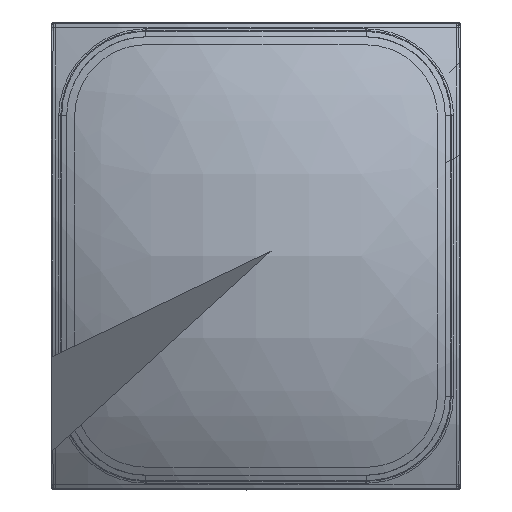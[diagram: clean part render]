
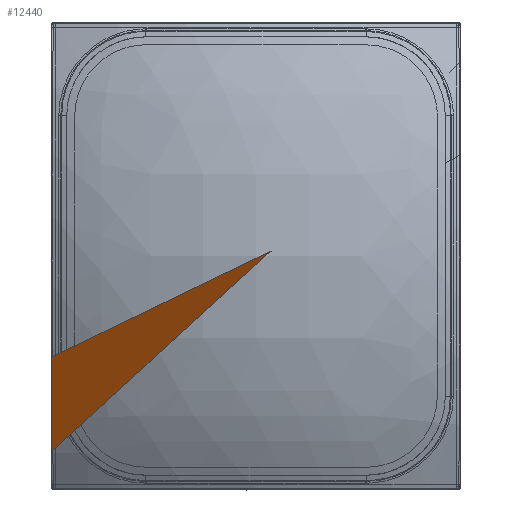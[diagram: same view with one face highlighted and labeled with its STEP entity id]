
A CAD part, top view. The second image highlights one B-rep face of the part: STEP entity #12440.
In plain terms, the highlighted planar face has unit normal (-1, 0, 0).
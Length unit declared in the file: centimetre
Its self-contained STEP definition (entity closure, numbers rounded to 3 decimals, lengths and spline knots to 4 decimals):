
#140 = AXIS2_PLACEMENT_3D ( 'NONE', #12592, #5779, #7064 ) ;
#156 = CARTESIAN_POINT ( 'NONE',  ( -5.1414, 2.4968, 1.4837 ) ) ;
#281 = CARTESIAN_POINT ( 'NONE',  ( -5.1414, -1.6255, 1.6353 ) ) ;
#466 = CARTESIAN_POINT ( 'NONE',  ( -5.1414, 1.7538, 1.6408 ) ) ;
#522 = CARTESIAN_POINT ( 'NONE',  ( -5.1414, 2.0043, 1.6009 ) ) ;
#601 = ORIENTED_EDGE ( 'NONE', *, *, #2113, .T. ) ;
#711 = CARTESIAN_POINT ( 'NONE',  ( -5.1414, -2.7483, 1.4516 ) ) ;
#769 = CARTESIAN_POINT ( 'NONE',  ( -5.1414, -3.9546, 1.1063 ) ) ;
#982 = CARTESIAN_POINT ( 'NONE',  ( -5.1414, -5.7859, 0.2723 ) ) ;
#1120 = EDGE_CURVE ( 'NONE', #10237, #3587, #5214, .T. ) ;
#1373 = ORIENTED_EDGE ( 'NONE', *, *, #1120, .T. ) ;
#1911 = CARTESIAN_POINT ( 'NONE',  ( -5.1414, -5.3293, 0.4953 ) ) ;
#2037 = CARTESIAN_POINT ( 'NONE',  ( -5.1414, 4.8862, 0.7345 ) ) ;
#2113 = EDGE_CURVE ( 'NONE', #3587, #14228, #10811, .T. ) ;
#2491 = CARTESIAN_POINT ( 'NONE',  ( -5.1414, 5.7725, 0.2487 ) ) ;
#3197 = CARTESIAN_POINT ( 'NONE',  ( -5.1414, 2.7423, 1.4281 ) ) ;
#3206 = CARTESIAN_POINT ( 'NONE',  ( -5.1414, -5.7725, 0.2487 ) ) ;
#3587 = VERTEX_POINT ( 'NONE', #7806 ) ;
#3864 = CARTESIAN_POINT ( 'NONE',  ( -5.1414, 0.5011, 1.7698 ) ) ;
#4007 = CARTESIAN_POINT ( 'NONE',  ( -5.1414, 5.7814, 0.2644 ) ) ;
#4030 = EDGE_CURVE ( 'NONE', #14228, #7240, #16070, .T. ) ;
#4339 = CARTESIAN_POINT ( 'NONE',  ( -5.1414, 2.7485, 1.4515 ) ) ;
#4473 = CARTESIAN_POINT ( 'NONE',  ( -5.1414, 4.8752, 0.7109 ) ) ;
#4649 = CARTESIAN_POINT ( 'NONE',  ( -5.1414, -2.0006, 1.5774 ) ) ;
#5033 = CARTESIAN_POINT ( 'NONE',  ( -5.1414, -5.7859, 0.2723 ) ) ;
#5130 = CARTESIAN_POINT ( 'NONE',  ( -5.1414, -2.4976, 1.4835 ) ) ;
#5214 = B_SPLINE_CURVE_WITH_KNOTS ( 'NONE', 3,
 ( #6823, #4007, #9437, #2491 ),
 .UNSPECIFIED., .F., .F.,
 ( 4, 4 ),
 ( 0., 0.0003 ),
 .UNSPECIFIED. ) ;
#5569 = CARTESIAN_POINT ( 'NONE',  ( -5.1414, 2.1296, 1.5788 ) ) ;
#5779 = DIRECTION ( 'NONE',  ( -1., 0., 0. ) ) ;
#5804 = CARTESIAN_POINT ( 'NONE',  ( -5.1414, -5.7859, 0.2723 ) ) ;
#5818 = CARTESIAN_POINT ( 'NONE',  ( -5.1414, -0.5003, 1.7464 ) ) ;
#5891 = ORIENTED_EDGE ( 'NONE', *, *, #4030, .T. ) ;
#6157 = CARTESIAN_POINT ( 'NONE',  ( -5.1414, -5.7725, 0.2487 ) ) ;
#6173 = CARTESIAN_POINT ( 'NONE',  ( -5.1414, -4.8752, 0.7109 ) ) ;
#6188 = CARTESIAN_POINT ( 'NONE',  ( -5.1414, -5.3414, 0.5189 ) ) ;
#6381 = CARTESIAN_POINT ( 'NONE',  ( -5.1414, -2.5023, 1.5071 ) ) ;
#6433 = CARTESIAN_POINT ( 'NONE',  ( -5.1414, -1.002, 1.7384 ) ) ;
#6823 = CARTESIAN_POINT ( 'NONE',  ( -5.1414, 5.7859, 0.2723 ) ) ;
#7064 = DIRECTION ( 'NONE',  ( 0., 0., 1. ) ) ;
#7119 = CARTESIAN_POINT ( 'NONE',  ( -5.1414, 5.3414, 0.5189 ) ) ;
#7213 = CARTESIAN_POINT ( 'NONE',  ( -5.1414, -1.0003, 1.715 ) ) ;
#7240 = VERTEX_POINT ( 'NONE', #5804 ) ;
#7434 = B_SPLINE_CURVE_WITH_KNOTS ( 'NONE', 3,
 ( #5033, #6188, #17284, #769, #9033, #711, #6381, #16041, #10561, #11954, #14743, #6433, #16210, #3864, #14571, #12756, #466, #522, #5569, #14124, #4339, #15731, #8958, #2037, #7119, #8512 ),
 .UNSPECIFIED., .F., .F.,
 ( 4, 2, 2, 2, 2, 2, 2, 2, 2, 2, 2, 2, 4 ),
 ( 0., 0.015, 0.0301, 0.0376, 0.0413, 0.0451, 0.0601, 0.0752, 0.0789, 0.0827, 0.0902, 0.1052, 0.1202 ),
 .UNSPECIFIED. ) ;
#7806 = CARTESIAN_POINT ( 'NONE',  ( -5.1414, 5.7725, 0.2487 ) ) ;
#8482 = CARTESIAN_POINT ( 'NONE',  ( -5.1414, 3.9459, 1.0827 ) ) ;
#8512 = CARTESIAN_POINT ( 'NONE',  ( -5.1414, 5.7859, 0.2723 ) ) ;
#8545 = CARTESIAN_POINT ( 'NONE',  ( -5.1414, 1.9994, 1.5776 ) ) ;
#8958 = CARTESIAN_POINT ( 'NONE',  ( -5.1414, 3.9547, 1.1062 ) ) ;
#9033 = CARTESIAN_POINT ( 'NONE',  ( -5.1414, -3.4784, 1.2624 ) ) ;
#9437 = CARTESIAN_POINT ( 'NONE',  ( -5.1414, 5.777, 0.2566 ) ) ;
#9953 = CARTESIAN_POINT ( 'NONE',  ( -5.1414, 1.6245, 1.6355 ) ) ;
#10036 = PLANE ( 'NONE',  #140 ) ;
#10237 = VERTEX_POINT ( 'NONE', #14934 ) ;
#10352 = CARTESIAN_POINT ( 'NONE',  ( -5.1414, -5.777, 0.2566 ) ) ;
#10425 = CARTESIAN_POINT ( 'NONE',  ( -5.1414, -3.9462, 1.0826 ) ) ;
#10561 = CARTESIAN_POINT ( 'NONE',  ( -5.1414, -2.004, 1.6009 ) ) ;
#10715 = CARTESIAN_POINT ( 'NONE',  ( -5.1414, -5.7814, 0.2644 ) ) ;
#10811 = B_SPLINE_CURVE_WITH_KNOTS ( 'NONE', 3,
 ( #15399, #15457, #4473, #8482, #15628, #3197, #156, #16826, #8545, #12932, #9953, #14200, #14137, #5818, #7213, #281, #12981, #4649, #14268, #5130, #12830, #17064, #10425, #6173, #1911, #11819 ),
 .UNSPECIFIED., .F., .F.,
 ( 4, 2, 2, 2, 2, 2, 2, 2, 2, 2, 2, 2, 4 ),
 ( 0., 0.015, 0.03, 0.0375, 0.0413, 0.045, 0.06, 0.075, 0.0788, 0.0825, 0.09, 0.105, 0.12 ),
 .UNSPECIFIED. ) ;
#11683 = ORIENTED_EDGE ( 'NONE', *, *, #15624, .T. ) ;
#11819 = CARTESIAN_POINT ( 'NONE',  ( -5.1414, -5.7725, 0.2487 ) ) ;
#11954 = CARTESIAN_POINT ( 'NONE',  ( -5.1414, -1.7535, 1.6409 ) ) ;
#12440 = ADVANCED_FACE ( 'NONE', ( #17564 ), #10036, .T. ) ;
#12592 = CARTESIAN_POINT ( 'NONE',  ( -5.1414, 0., 0. ) ) ;
#12756 = CARTESIAN_POINT ( 'NONE',  ( -5.1414, 1.6285, 1.6588 ) ) ;
#12830 = CARTESIAN_POINT ( 'NONE',  ( -5.1414, -2.743, 1.428 ) ) ;
#12932 = CARTESIAN_POINT ( 'NONE',  ( -5.1414, 1.7495, 1.6175 ) ) ;
#12981 = CARTESIAN_POINT ( 'NONE',  ( -5.1414, -1.7505, 1.6174 ) ) ;
#14124 = CARTESIAN_POINT ( 'NONE',  ( -5.1414, 2.5026, 1.507 ) ) ;
#14137 = CARTESIAN_POINT ( 'NONE',  ( -5.1414, 0.4997, 1.7465 ) ) ;
#14200 = CARTESIAN_POINT ( 'NONE',  ( -5.1414, 0.9997, 1.715 ) ) ;
#14228 = VERTEX_POINT ( 'NONE', #3206 ) ;
#14268 = CARTESIAN_POINT ( 'NONE',  ( -5.1414, -2.1255, 1.5553 ) ) ;
#14571 = CARTESIAN_POINT ( 'NONE',  ( -5.1414, 1.0022, 1.7384 ) ) ;
#14743 = CARTESIAN_POINT ( 'NONE',  ( -5.1414, -1.6282, 1.6588 ) ) ;
#14934 = CARTESIAN_POINT ( 'NONE',  ( -5.1414, 5.7859, 0.2723 ) ) ;
#15399 = CARTESIAN_POINT ( 'NONE',  ( -5.1414, 5.7725, 0.2487 ) ) ;
#15457 = CARTESIAN_POINT ( 'NONE',  ( -5.1414, 5.3293, 0.4953 ) ) ;
#15624 = EDGE_CURVE ( 'NONE', #7240, #10237, #7434, .T. ) ;
#15628 = CARTESIAN_POINT ( 'NONE',  ( -5.1414, 3.4708, 1.2389 ) ) ;
#15731 = CARTESIAN_POINT ( 'NONE',  ( -5.1414, 3.4785, 1.2623 ) ) ;
#16041 = CARTESIAN_POINT ( 'NONE',  ( -5.1414, -2.1292, 1.5789 ) ) ;
#16070 = B_SPLINE_CURVE_WITH_KNOTS ( 'NONE', 3,
 ( #6157, #10352, #10715, #982 ),
 .UNSPECIFIED., .F., .F.,
 ( 4, 4 ),
 ( 0., 0.0003 ),
 .UNSPECIFIED. ) ;
#16075 = EDGE_LOOP ( 'NONE', ( #1373, #601, #5891, #11683 ) ) ;
#16210 = CARTESIAN_POINT ( 'NONE',  ( -5.1414, -0.5009, 1.7698 ) ) ;
#16826 = CARTESIAN_POINT ( 'NONE',  ( -5.1414, 2.1245, 1.5555 ) ) ;
#17064 = CARTESIAN_POINT ( 'NONE',  ( -5.1414, -3.4712, 1.2387 ) ) ;
#17284 = CARTESIAN_POINT ( 'NONE',  ( -5.1414, -4.8861, 0.7345 ) ) ;
#17564 = FACE_OUTER_BOUND ( 'NONE', #16075, .T. ) ;
